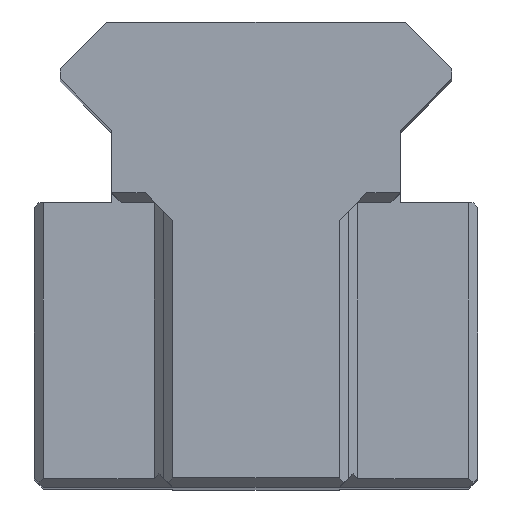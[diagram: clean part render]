
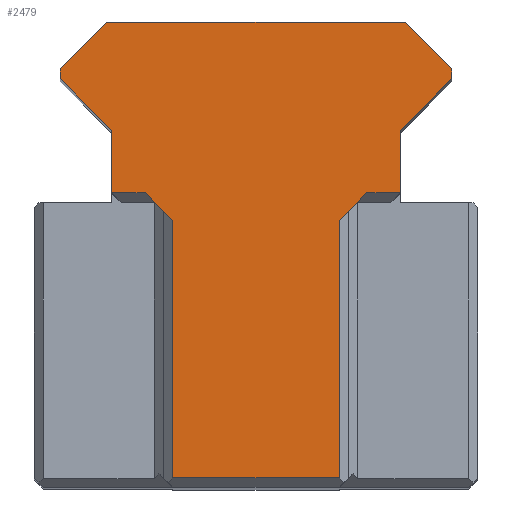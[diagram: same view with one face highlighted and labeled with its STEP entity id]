
A CAD part, top view. The second image highlights one B-rep face of the part: STEP entity #2479.
In plain terms, the highlighted planar face has unit normal (0, 0, 1).
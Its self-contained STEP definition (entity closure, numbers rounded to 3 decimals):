
#410=ORIENTED_EDGE('',*,*,#993,.T.);
#411=ORIENTED_EDGE('',*,*,#994,.T.);
#412=ORIENTED_EDGE('',*,*,#873,.F.);
#413=ORIENTED_EDGE('',*,*,#880,.F.);
#414=ORIENTED_EDGE('',*,*,#844,.F.);
#415=ORIENTED_EDGE('',*,*,#995,.F.);
#416=ORIENTED_EDGE('',*,*,#996,.T.);
#417=ORIENTED_EDGE('',*,*,#997,.T.);
#418=ORIENTED_EDGE('',*,*,#767,.T.);
#419=ORIENTED_EDGE('',*,*,#821,.T.);
#420=ORIENTED_EDGE('',*,*,#816,.T.);
#421=ORIENTED_EDGE('',*,*,#998,.T.);
#422=ORIENTED_EDGE('',*,*,#999,.T.);
#423=ORIENTED_EDGE('',*,*,#1000,.T.);
#424=ORIENTED_EDGE('',*,*,#1001,.T.);
#425=ORIENTED_EDGE('',*,*,#1002,.T.);
#767=EDGE_CURVE('',#1122,#1121,#1357,.T.);
#816=EDGE_CURVE('',#1168,#1167,#1406,.T.);
#821=EDGE_CURVE('',#1121,#1168,#1411,.T.);
#844=EDGE_CURVE('',#1191,#1192,#1434,.T.);
#873=EDGE_CURVE('',#1218,#1219,#1463,.T.);
#880=EDGE_CURVE('',#1192,#1218,#1470,.T.);
#993=EDGE_CURVE('',#1288,#1289,#1581,.F.);
#994=EDGE_CURVE('',#1289,#1219,#1582,.T.);
#995=EDGE_CURVE('',#1290,#1191,#1583,.T.);
#996=EDGE_CURVE('',#1290,#1291,#1584,.T.);
#997=EDGE_CURVE('',#1291,#1122,#1585,.T.);
#998=EDGE_CURVE('',#1167,#1292,#1586,.T.);
#999=EDGE_CURVE('',#1292,#1293,#1587,.F.);
#1000=EDGE_CURVE('',#1293,#1294,#1588,.T.);
#1001=EDGE_CURVE('',#1294,#1295,#1589,.T.);
#1002=EDGE_CURVE('',#1295,#1288,#1590,.T.);
#1121=VERTEX_POINT('',#3361);
#1122=VERTEX_POINT('',#3363);
#1167=VERTEX_POINT('',#3459);
#1168=VERTEX_POINT('',#3461);
#1191=VERTEX_POINT('',#3514);
#1192=VERTEX_POINT('',#3516);
#1218=VERTEX_POINT('',#3574);
#1219=VERTEX_POINT('',#3575);
#1288=VERTEX_POINT('',#3811);
#1289=VERTEX_POINT('',#3812);
#1290=VERTEX_POINT('',#3815);
#1291=VERTEX_POINT('',#3817);
#1292=VERTEX_POINT('',#3820);
#1293=VERTEX_POINT('',#3822);
#1294=VERTEX_POINT('',#3824);
#1295=VERTEX_POINT('',#3826);
#1357=LINE('',#3362,#1703);
#1406=LINE('',#3460,#1752);
#1411=LINE('',#3470,#1757);
#1434=LINE('',#3515,#1780);
#1463=LINE('',#3573,#1809);
#1470=LINE('',#3587,#1816);
#1581=LINE('',#3810,#1927);
#1582=LINE('',#3813,#1928);
#1583=LINE('',#3814,#1929);
#1584=LINE('',#3816,#1930);
#1585=LINE('',#3818,#1931);
#1586=LINE('',#3819,#1932);
#1587=LINE('',#3821,#1933);
#1588=LINE('',#3823,#1934);
#1589=LINE('',#3825,#1935);
#1590=LINE('',#3827,#1936);
#1703=VECTOR('',#2727,1000.);
#1752=VECTOR('',#2782,1000.);
#1757=VECTOR('',#2789,1000.);
#1780=VECTOR('',#2816,1000.);
#1809=VECTOR('',#2851,1000.);
#1816=VECTOR('',#2860,1000.);
#1927=VECTOR('',#3067,1000.);
#1928=VECTOR('',#3068,1000.);
#1929=VECTOR('',#3069,1000.);
#1930=VECTOR('',#3070,1000.);
#1931=VECTOR('',#3071,1000.);
#1932=VECTOR('',#3072,1000.);
#1933=VECTOR('',#3073,1000.);
#1934=VECTOR('',#3074,1000.);
#1935=VECTOR('',#3075,1000.);
#1936=VECTOR('',#3076,1000.);
#2089=EDGE_LOOP('',(#410,#411,#412,#413,#414,#415,#416,#417,#418,#419,#420,
#421,#422,#423,#424,#425));
#2225=FACE_BOUND('',#2089,.T.);
#2359=PLANE('',#2622);
#2479=ADVANCED_FACE('',(#2225),#2359,.T.);
#2622=AXIS2_PLACEMENT_3D('',#3809,#3065,#3066);
#2727=DIRECTION('',(0.,-1.,0.));
#2782=DIRECTION('',(0.,-1.,0.));
#2789=DIRECTION('',(0.707,-0.707,0.));
#2816=DIRECTION('',(0.,-1.,0.));
#2851=DIRECTION('',(0.,-1.,0.));
#2860=DIRECTION('',(-0.707,-0.707,0.));
#3065=DIRECTION('',(0.,0.,1.));
#3066=DIRECTION('',(1.,0.,0.));
#3067=DIRECTION('',(-0.707,-0.707,0.));
#3068=DIRECTION('',(1.,0.,0.));
#3069=DIRECTION('',(0.707,-0.707,0.));
#3070=DIRECTION('',(-1.,0.,0.));
#3071=DIRECTION('',(-0.707,-0.707,0.));
#3072=DIRECTION('',(1.,0.,0.));
#3073=DIRECTION('',(-0.707,0.707,0.));
#3074=DIRECTION('',(0.,-1.,0.));
#3075=DIRECTION('',(1.,0.,0.));
#3076=DIRECTION('',(0.,1.,0.));
#3361=CARTESIAN_POINT('',(-10.479,58.82,254.499));
#3362=CARTESIAN_POINT('',(-10.479,59.36,254.499));
#3363=CARTESIAN_POINT('',(-10.479,59.36,254.499));
#3459=CARTESIAN_POINT('',(-7.679,52.65,254.499));
#3460=CARTESIAN_POINT('',(-7.679,56.02,254.499));
#3461=CARTESIAN_POINT('',(-7.679,56.02,254.499));
#3470=CARTESIAN_POINT('',(-9.214,57.555,254.499));
#3514=CARTESIAN_POINT('',(10.721,59.36,254.499));
#3515=CARTESIAN_POINT('',(10.721,59.36,254.499));
#3516=CARTESIAN_POINT('',(10.721,58.82,254.499));
#3573=CARTESIAN_POINT('',(7.921,56.02,254.499));
#3574=CARTESIAN_POINT('',(7.921,56.02,254.499));
#3575=CARTESIAN_POINT('',(7.921,52.65,254.499));
#3587=CARTESIAN_POINT('',(9.456,57.555,254.499));
#3809=CARTESIAN_POINT('',(-12.762,274.064,254.499));
#3810=CARTESIAN_POINT('',(5.121,51.65,254.499));
#3811=CARTESIAN_POINT('',(4.621,51.15,254.499));
#3812=CARTESIAN_POINT('',(6.121,52.65,254.499));
#3813=CARTESIAN_POINT('',(7.421,52.65,254.499));
#3814=CARTESIAN_POINT('',(8.191,61.89,254.499));
#3815=CARTESIAN_POINT('',(8.191,61.89,254.499));
#3816=CARTESIAN_POINT('',(-4.879,61.89,254.499));
#3817=CARTESIAN_POINT('',(-7.949,61.89,254.499));
#3818=CARTESIAN_POINT('',(-7.949,61.89,254.499));
#3819=CARTESIAN_POINT('',(-5.379,52.65,254.499));
#3820=CARTESIAN_POINT('',(-5.879,52.65,254.499));
#3821=CARTESIAN_POINT('',(-5.379,52.15,254.499));
#3822=CARTESIAN_POINT('',(-4.379,51.15,254.499));
#3823=CARTESIAN_POINT('',(-4.379,37.233,254.499));
#3824=CARTESIAN_POINT('',(-4.379,37.233,254.499));
#3825=CARTESIAN_POINT('',(-12.762,37.233,254.499));
#3826=CARTESIAN_POINT('',(4.621,37.233,254.499));
#3827=CARTESIAN_POINT('',(4.621,51.65,254.499));
